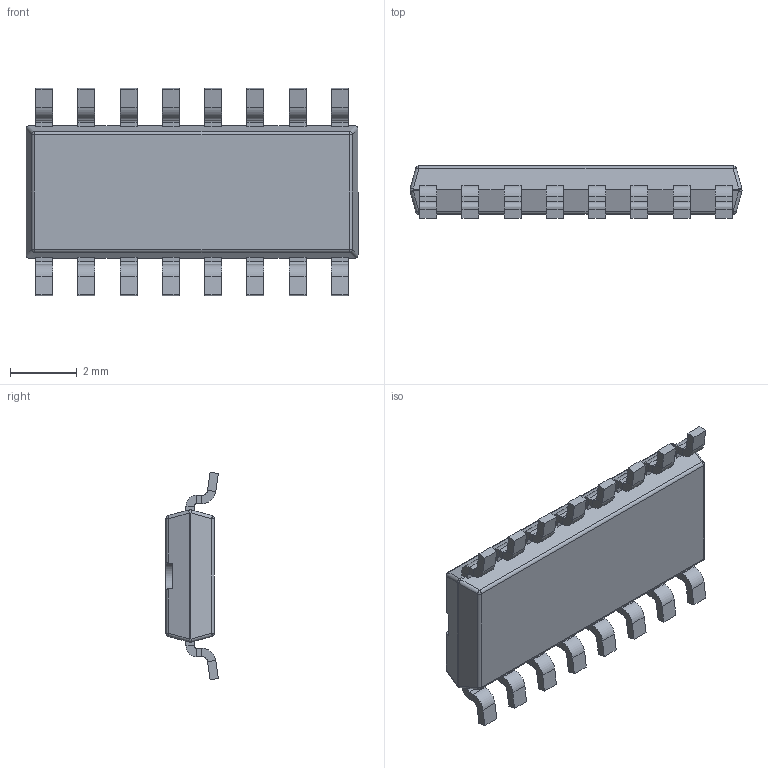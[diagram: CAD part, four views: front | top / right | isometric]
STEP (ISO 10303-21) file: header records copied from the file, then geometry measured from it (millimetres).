
FILE_DESCRIPTION (( 'STEP AP214' ), '1' );
FILE_NAME ('User Library-SOP16.STEP', '2022-04-06T03:43:56', ( '' ), ( '' ), 'SwSTEP 2.0', 'SolidWorks 2021', '' );
FILE_SCHEMA (( 'AUTOMOTIVE_DESIGN' ));
Length unit declared in the file: millimetre
Products named in the file (1): User Library-SOP16
Bounding box: 9.98 x 1.58 x 6.23 mm (x, y, z)
Volume: 57 mm3; surface area: 147.4 mm2
Topology: 1 solids, 1 shells, 473 faces, 1099 edges, 628 vertices
Faces by surface type: plane 320, cylinder 90, bspline 49, sphere 14
Entity records: 16149 total; most frequent: CARTESIAN_POINT 5184, ORIENTED_EDGE 2182, DIRECTION 2021, EDGE_CURVE 1091, LINE 807, VECTOR 807, VERTEX_POINT 628, AXIS2_PLACEMENT_3D 607
